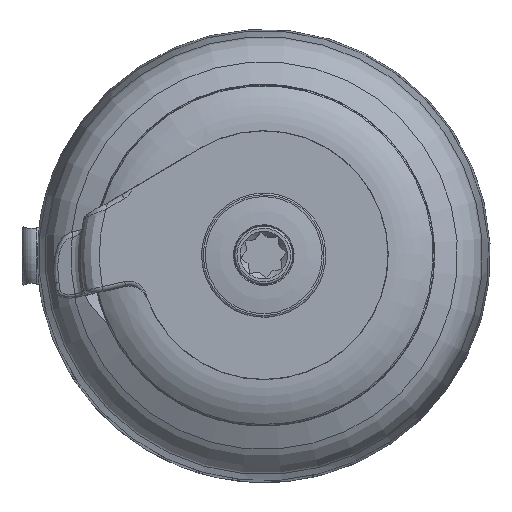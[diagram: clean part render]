
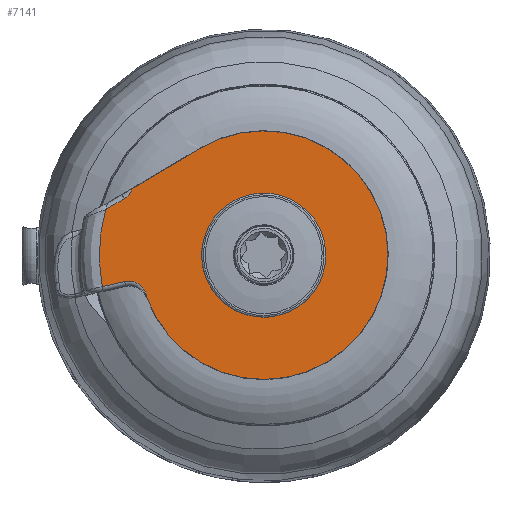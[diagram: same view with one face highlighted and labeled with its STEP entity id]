
A CAD part, top view. The second image highlights one B-rep face of the part: STEP entity #7141.
In plain terms, the highlighted planar face has unit normal (0, 0, 1).
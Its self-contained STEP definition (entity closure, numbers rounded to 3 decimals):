
#491=LINE('',#11710,#907);
#492=LINE('',#11714,#908);
#493=LINE('',#11719,#909);
#907=VECTOR('',#9045,11.766);
#908=VECTOR('',#9048,12.609);
#909=VECTOR('',#9053,43.343);
#1291=PLANE('',#7769);
#1513=FACE_BOUND('',#2271,.T.);
#1739=FACE_OUTER_BOUND('',#2270,.T.);
#2270=EDGE_LOOP('',(#5429,#5430,#5431,#5432,#5433,#5434,#5435));
#2271=EDGE_LOOP('',(#5436));
#2789=CIRCLE('',#7770,10.);
#2790=CIRCLE('',#7771,90.);
#2791=CIRCLE('',#7772,10.);
#2792=CIRCLE('',#7773,68.);
#2793=CIRCLE('',#7774,34.);
#3278=VERTEX_POINT('',#11706);
#3279=VERTEX_POINT('',#11707);
#3280=VERTEX_POINT('',#11709);
#3281=VERTEX_POINT('',#11711);
#3282=VERTEX_POINT('',#11713);
#3283=VERTEX_POINT('',#11715);
#3284=VERTEX_POINT('',#11717);
#3285=VERTEX_POINT('',#11720);
#4076=EDGE_CURVE('',#3278,#3279,#2789,.T.);
#4077=EDGE_CURVE('',#3280,#3278,#491,.T.);
#4078=EDGE_CURVE('',#3281,#3280,#2790,.T.);
#4079=EDGE_CURVE('',#3282,#3281,#492,.T.);
#4080=EDGE_CURVE('',#3283,#3282,#2791,.T.);
#4081=EDGE_CURVE('',#3283,#3284,#2792,.T.);
#4082=EDGE_CURVE('',#3284,#3279,#493,.T.);
#4083=EDGE_CURVE('',#3285,#3285,#2793,.T.);
#5429=ORIENTED_EDGE('',*,*,#4076,.F.);
#5430=ORIENTED_EDGE('',*,*,#4077,.F.);
#5431=ORIENTED_EDGE('',*,*,#4078,.F.);
#5432=ORIENTED_EDGE('',*,*,#4079,.F.);
#5433=ORIENTED_EDGE('',*,*,#4080,.F.);
#5434=ORIENTED_EDGE('',*,*,#4081,.T.);
#5435=ORIENTED_EDGE('',*,*,#4082,.T.);
#5436=ORIENTED_EDGE('',*,*,#4083,.F.);
#7141=ADVANCED_FACE('',(#1739,#1513),#1291,.T.);
#7769=AXIS2_PLACEMENT_3D('',#11705,#9041,#9042);
#7770=AXIS2_PLACEMENT_3D('',#11708,#9043,#9044);
#7771=AXIS2_PLACEMENT_3D('',#11712,#9046,#9047);
#7772=AXIS2_PLACEMENT_3D('',#11716,#9049,#9050);
#7773=AXIS2_PLACEMENT_3D('',#11718,#9051,#9052);
#7774=AXIS2_PLACEMENT_3D('',#11721,#9054,#9055);
#9041=DIRECTION('center_axis',(0.,0.,
1.));
#9042=DIRECTION('ref_axis',(-0.219,0.976,0.));
#9043=DIRECTION('center_axis',(0.,0.,
1.));
#9044=DIRECTION('ref_axis',(0.219,-0.976,0.));
#9045=DIRECTION('',(0.86,0.51,0.));
#9046=DIRECTION('center_axis',(0.,0.,
-1.));
#9047=DIRECTION('ref_axis',(-0.976,-0.219,0.));
#9048=DIRECTION('',(-0.976,-0.219,0.));
#9049=DIRECTION('center_axis',(0.,0.,
1.));
#9050=DIRECTION('ref_axis',(0.219,-0.976,0.));
#9051=DIRECTION('center_axis',(0.,0.,
1.));
#9052=DIRECTION('ref_axis',(0.94,0.342,0.));
#9053=DIRECTION('',(-0.86,-0.51,0.));
#9054=DIRECTION('center_axis',(0.,0.,
1.));
#9055=DIRECTION('ref_axis',(-0.45,-0.893,0.));
#11705=CARTESIAN_POINT('Origin',(-60.084,-13.469,287.9));
#11706=CARTESIAN_POINT('',(-76.362,30.901,287.9));
#11707=CARTESIAN_POINT('',(-71.945,36.423,287.9));
#11708=CARTESIAN_POINT('Origin',(-81.458,39.505,287.9));
#11709=CARTESIAN_POINT('',(-86.485,24.906,287.9));
#11710=CARTESIAN_POINT('',(-76.362,30.901,287.9));
#11711=CARTESIAN_POINT('',(-88.333,-17.24,287.9));
#11712=CARTESIAN_POINT('Origin',(0.,0.,
287.9));
#11713=CARTESIAN_POINT('',(-76.03,-14.482,287.9));
#11714=CARTESIAN_POINT('',(-88.367,-17.247,287.9));
#11715=CARTESIAN_POINT('',(-63.888,-23.289,287.9));
#11716=CARTESIAN_POINT('Origin',(-73.842,-24.24,287.9));
#11717=CARTESIAN_POINT('',(-34.651,58.509,287.9));
#11718=CARTESIAN_POINT('Origin',(0.,0.,
287.9));
#11719=CARTESIAN_POINT('',(-59.845,43.589,287.9));
#11720=CARTESIAN_POINT('',(-15.295,-30.365,287.9));
#11721=CARTESIAN_POINT('Origin',(0.,0.,
287.9));
